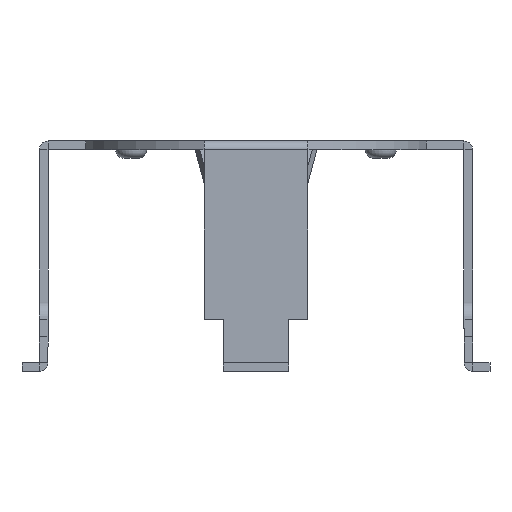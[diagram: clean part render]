
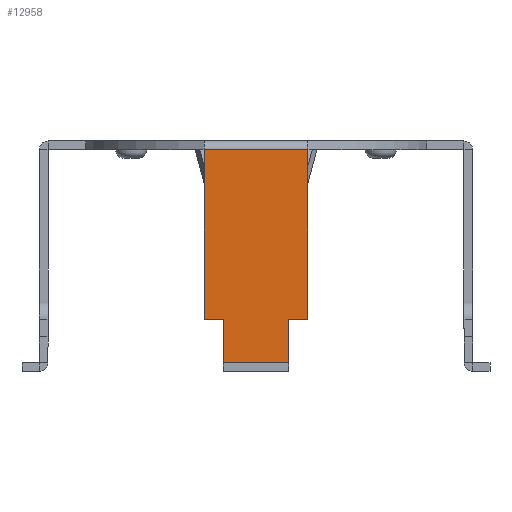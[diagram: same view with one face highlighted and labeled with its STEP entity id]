
A CAD part, front view. The second image highlights one B-rep face of the part: STEP entity #12958.
In plain terms, the highlighted planar face has unit normal (0, -1, 0).
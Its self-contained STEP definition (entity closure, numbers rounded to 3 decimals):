
#389 = EDGE_CURVE ( 'NONE', #8075, #3578, #14545, .T. ) ;
#553 = VERTEX_POINT ( 'NONE', #11587 ) ;
#1024 = DIRECTION ( 'NONE',  ( 0., 0., 1. ) ) ;
#1247 = VERTEX_POINT ( 'NONE', #2543 ) ;
#1665 = LINE ( 'NONE', #2787, #15987 ) ;
#2495 = CARTESIAN_POINT ( 'NONE',  ( -1.5, -6.25, -0.251 ) ) ;
#2543 = CARTESIAN_POINT ( 'NONE',  ( -1.5, -6.25, -5.15 ) ) ;
#2553 = VECTOR ( 'NONE', #13720, 1000. ) ;
#2679 = CARTESIAN_POINT ( 'NONE',  ( 0.95, -6.25, -6.399 ) ) ;
#2787 = CARTESIAN_POINT ( 'NONE',  ( -1.5, -6.25, -5.15 ) ) ;
#2791 = DIRECTION ( 'NONE',  ( 1., 0., 0. ) ) ;
#2996 = EDGE_CURVE ( 'NONE', #553, #3578, #11560, .T. ) ;
#3074 = LINE ( 'NONE', #9774, #2553 ) ;
#3326 = ORIENTED_EDGE ( 'NONE', *, *, #9715, .F. ) ;
#3445 = EDGE_CURVE ( 'NONE', #553, #9957, #4168, .T. ) ;
#3566 = ORIENTED_EDGE ( 'NONE', *, *, #6468, .F. ) ;
#3578 = VERTEX_POINT ( 'NONE', #14602 ) ;
#3830 = VECTOR ( 'NONE', #10192, 1000. ) ;
#4153 = CARTESIAN_POINT ( 'NONE',  ( 1.5, -6.25, -0.251 ) ) ;
#4168 = LINE ( 'NONE', #15850, #5245 ) ;
#4433 = VERTEX_POINT ( 'NONE', #6626 ) ;
#4647 = ORIENTED_EDGE ( 'NONE', *, *, #6858, .F. ) ;
#4994 = ORIENTED_EDGE ( 'NONE', *, *, #12441, .T. ) ;
#5036 = EDGE_CURVE ( 'NONE', #16919, #1247, #1665, .T. ) ;
#5165 = DIRECTION ( 'NONE',  ( 0., 0., 1. ) ) ;
#5245 = VECTOR ( 'NONE', #15692, 1000. ) ;
#5787 = DIRECTION ( 'NONE',  ( -1., 0., 0. ) ) ;
#6014 = CARTESIAN_POINT ( 'NONE',  ( -0.95, -6.25, -6.65 ) ) ;
#6242 = LINE ( 'NONE', #15412, #3830 ) ;
#6324 = AXIS2_PLACEMENT_3D ( 'NONE', #10288, #16716, #1024 ) ;
#6468 = EDGE_CURVE ( 'NONE', #9957, #14824, #3074, .T. ) ;
#6531 = CARTESIAN_POINT ( 'NONE',  ( 0.95, -6.25, -5.15 ) ) ;
#6626 = CARTESIAN_POINT ( 'NONE',  ( -0.95, -6.25, -6.399 ) ) ;
#6858 = EDGE_CURVE ( 'NONE', #14824, #4433, #8187, .T. ) ;
#7020 = VECTOR ( 'NONE', #2791, 1000. ) ;
#8053 = VECTOR ( 'NONE', #5787, 1000. ) ;
#8075 = VERTEX_POINT ( 'NONE', #2495 ) ;
#8187 = LINE ( 'NONE', #10832, #8053 ) ;
#9270 = EDGE_LOOP ( 'NONE', ( #4647, #3566, #14969, #9971, #10958, #4994, #12248, #3326 ) ) ;
#9715 = EDGE_CURVE ( 'NONE', #4433, #16919, #14826, .T. ) ;
#9774 = CARTESIAN_POINT ( 'NONE',  ( 0.95, -6.25, -6.65 ) ) ;
#9957 = VERTEX_POINT ( 'NONE', #6531 ) ;
#9971 = ORIENTED_EDGE ( 'NONE', *, *, #2996, .T. ) ;
#10192 = DIRECTION ( 'NONE',  ( 0., 0., -1. ) ) ;
#10220 = CARTESIAN_POINT ( 'NONE',  ( 1.5, -6.25, 0. ) ) ;
#10288 = CARTESIAN_POINT ( 'NONE',  ( 0., -6.25, 0. ) ) ;
#10432 = VECTOR ( 'NONE', #5165, 1000. ) ;
#10832 = CARTESIAN_POINT ( 'NONE',  ( 0.95, -6.25, -6.399 ) ) ;
#10958 = ORIENTED_EDGE ( 'NONE', *, *, #389, .F. ) ;
#11560 = LINE ( 'NONE', #10220, #10432 ) ;
#11587 = CARTESIAN_POINT ( 'NONE',  ( 1.5, -6.25, -5.15 ) ) ;
#12248 = ORIENTED_EDGE ( 'NONE', *, *, #5036, .F. ) ;
#12441 = EDGE_CURVE ( 'NONE', #8075, #1247, #6242, .T. ) ;
#12773 = CARTESIAN_POINT ( 'NONE',  ( -0.95, -6.25, -5.15 ) ) ;
#12958 = ADVANCED_FACE ( 'NONE', ( #16800 ), #15526, .F. ) ;
#13720 = DIRECTION ( 'NONE',  ( 0., 0., -1. ) ) ;
#13874 = VECTOR ( 'NONE', #14903, 1000. ) ;
#14545 = LINE ( 'NONE', #4153, #7020 ) ;
#14602 = CARTESIAN_POINT ( 'NONE',  ( 1.5, -6.25, -0.251 ) ) ;
#14824 = VERTEX_POINT ( 'NONE', #2679 ) ;
#14826 = LINE ( 'NONE', #6014, #13874 ) ;
#14903 = DIRECTION ( 'NONE',  ( 0., 0., 1. ) ) ;
#14969 = ORIENTED_EDGE ( 'NONE', *, *, #3445, .F. ) ;
#15412 = CARTESIAN_POINT ( 'NONE',  ( -1.5, -6.25, 0. ) ) ;
#15526 = PLANE ( 'NONE',  #6324 ) ;
#15692 = DIRECTION ( 'NONE',  ( -1., 0., 0. ) ) ;
#15834 = DIRECTION ( 'NONE',  ( -1., 0., 0. ) ) ;
#15850 = CARTESIAN_POINT ( 'NONE',  ( 1.5, -6.25, -5.15 ) ) ;
#15987 = VECTOR ( 'NONE', #15834, 1000. ) ;
#16716 = DIRECTION ( 'NONE',  ( 0., 1., 0. ) ) ;
#16800 = FACE_OUTER_BOUND ( 'NONE', #9270, .T. ) ;
#16919 = VERTEX_POINT ( 'NONE', #12773 ) ;
